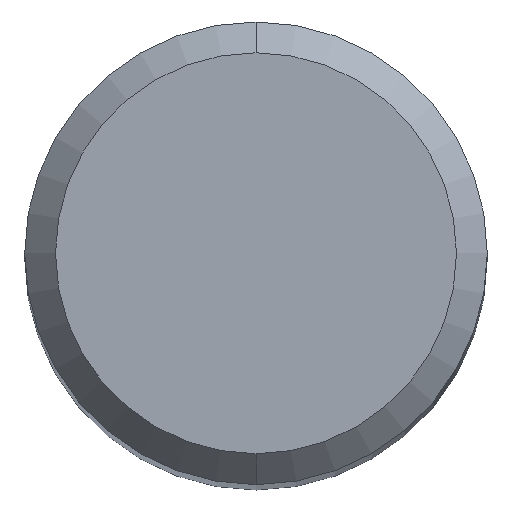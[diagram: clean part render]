
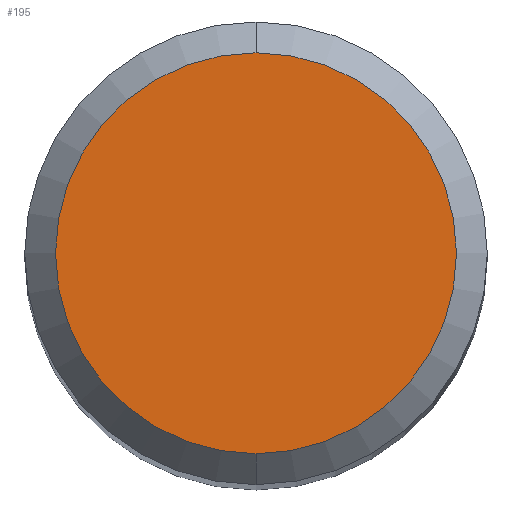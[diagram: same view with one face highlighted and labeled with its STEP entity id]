
A CAD part, top view. The second image highlights one B-rep face of the part: STEP entity #195.
In plain terms, the highlighted planar face has unit normal (0, 0, 1).
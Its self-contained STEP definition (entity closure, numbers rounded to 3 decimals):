
#195=ADVANCED_FACE('',(#505),#506,.T.);
#333=VERTEX_POINT('',#656);
#395=VERTEX_POINT('',#726);
#409=EDGE_CURVE('',#395,#333,#741,.T.);
#437=EDGE_CURVE('',#333,#395,#771,.T.);
#505=FACE_OUTER_BOUND('',#861,.T.);
#506=PLANE('',#862);
#656=CARTESIAN_POINT('',(0.0,2.6,0.0));
#726=CARTESIAN_POINT('',(0.,-2.6,0.0));
#741=CIRCLE('',#1332,2.6);
#771=CIRCLE('',#1385,2.6);
#861=EDGE_LOOP('',(#1470,#1471));
#862=AXIS2_PLACEMENT_3D('',#1472,#1473,#1474);
#1332=AXIS2_PLACEMENT_3D('',#1749,#1750,#1751);
#1385=AXIS2_PLACEMENT_3D('',#1772,#1773,#1774);
#1470=ORIENTED_EDGE('',*,*,#437,.F.);
#1471=ORIENTED_EDGE('',*,*,#409,.F.);
#1472=CARTESIAN_POINT('',(0.0,1.3,0.0));
#1473=DIRECTION('',(-0.0,0.0,1.0));
#1474=DIRECTION('',(0.0,-1.0,0.0));
#1749=CARTESIAN_POINT('',(0.0,0.0,0.0));
#1750=DIRECTION('',(0.0,0.0,-1.0));
#1751=DIRECTION('',(0.0,1.0,0.0));
#1772=CARTESIAN_POINT('',(0.0,0.0,0.0));
#1773=DIRECTION('',(0.0,0.0,-1.0));
#1774=DIRECTION('',(0.0,1.0,0.0));
